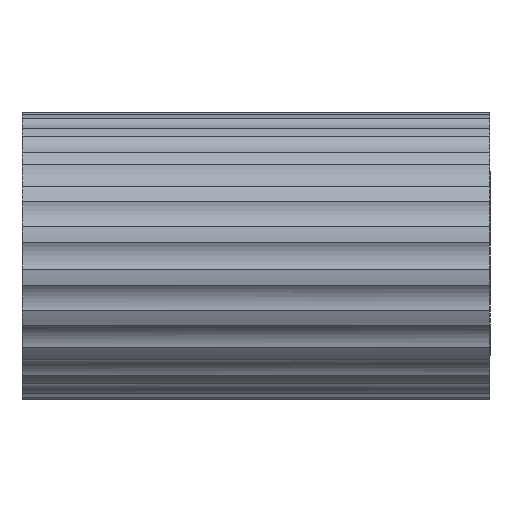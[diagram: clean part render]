
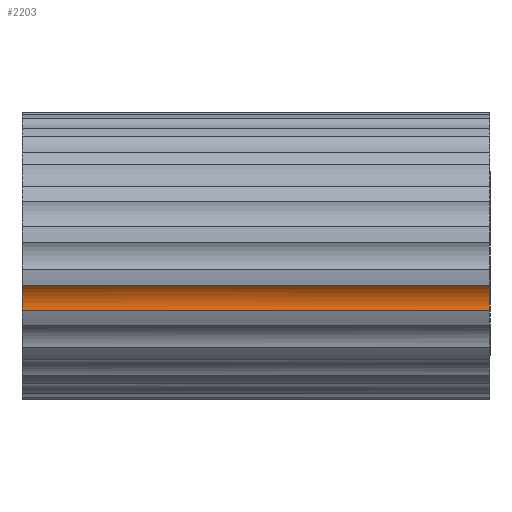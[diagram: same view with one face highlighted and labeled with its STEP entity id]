
A CAD part, left-side view. The second image highlights one B-rep face of the part: STEP entity #2203.
In plain terms, the highlighted cylindrical face has radius 3.013 mm (diameter 6.025 mm), a partial arc.
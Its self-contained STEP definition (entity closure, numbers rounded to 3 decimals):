
#15 = DIRECTION ( 'NONE',  ( 0.956, 0., 0.294 ) ) ;
#81 = AXIS2_PLACEMENT_3D ( 'NONE', #896, #12211, #8954 ) ;
#100 = ORIENTED_EDGE ( 'NONE', *, *, #7472, .T. ) ;
#143 = CARTESIAN_POINT ( 'NONE',  ( -42.99, 16., -4.186 ) ) ;
#510 = VECTOR ( 'NONE', #2304, 1000. ) ;
#841 = EDGE_CURVE ( 'NONE', #5382, #3075, #14471, .T. ) ;
#896 = CARTESIAN_POINT ( 'NONE',  ( -45.833, 16., -5.181 ) ) ;
#947 = ORIENTED_EDGE ( 'NONE', *, *, #841, .F. ) ;
#1893 = VERTEX_POINT ( 'NONE', #7491 ) ;
#2155 = CARTESIAN_POINT ( 'NONE',  ( -43.682, 16., -3.072 ) ) ;
#2203 = ADVANCED_FACE ( 'NONE', ( #4592 ), #9109, .F. ) ;
#2304 = DIRECTION ( 'NONE',  ( 0., -1., 0. ) ) ;
#2466 = DIRECTION ( 'NONE',  ( 0., 1., 0. ) ) ;
#2952 = AXIS2_PLACEMENT_3D ( 'NONE', #13623, #7999, #15 ) ;
#3055 = EDGE_CURVE ( 'NONE', #1893, #11825, #12025, .T. ) ;
#3057 = B_SPLINE_CURVE_WITH_KNOTS ( 'NONE', 3,
 ( #5813, #13657, #12403, #11452 ),
 .UNSPECIFIED., .F., .F.,
 ( 4, 4 ),
 ( 0., 1. ),
 .UNSPECIFIED. ) ;
#3075 = VERTEX_POINT ( 'NONE', #12613 ) ;
#3355 = ORIENTED_EDGE ( 'NONE', *, *, #3055, .T. ) ;
#3380 = EDGE_CURVE ( 'NONE', #11085, #9891, #11194, .T. ) ;
#4592 = FACE_OUTER_BOUND ( 'NONE', #11828, .T. ) ;
#4613 = CARTESIAN_POINT ( 'NONE',  ( -42.9, 16., -4.494 ) ) ;
#5038 = DIRECTION ( 'NONE',  ( 0.956, 0., 0.294 ) ) ;
#5382 = VERTEX_POINT ( 'NONE', #13254 ) ;
#5507 = CARTESIAN_POINT ( 'NONE',  ( -42.926, 16., -4.39 ) ) ;
#5524 = EDGE_CURVE ( 'NONE', #8735, #3075, #6954, .T. ) ;
#5582 = CARTESIAN_POINT ( 'NONE',  ( -42.942, 16., -4.339 ) ) ;
#5813 = CARTESIAN_POINT ( 'NONE',  ( -42.99, 16., -4.186 ) ) ;
#5865 = VECTOR ( 'NONE', #2466, 1000. ) ;
#6269 = EDGE_CURVE ( 'NONE', #11825, #8735, #12807, .T. ) ;
#6749 = LINE ( 'NONE', #13481, #5865 ) ;
#6874 = CARTESIAN_POINT ( 'NONE',  ( -42.868, -8.5, -5.716 ) ) ;
#6954 = LINE ( 'NONE', #6874, #510 ) ;
#7396 = DIRECTION ( 'NONE',  ( 0., 1., 0. ) ) ;
#7441 = ORIENTED_EDGE ( 'NONE', *, *, #5524, .T. ) ;
#7472 = EDGE_CURVE ( 'NONE', #9891, #1893, #3057, .T. ) ;
#7491 = CARTESIAN_POINT ( 'NONE',  ( -42.942, 16., -4.339 ) ) ;
#7724 = ORIENTED_EDGE ( 'NONE', *, *, #3380, .T. ) ;
#7999 = DIRECTION ( 'NONE',  ( 0., 1., 0. ) ) ;
#8735 = VERTEX_POINT ( 'NONE', #14099 ) ;
#8925 = CARTESIAN_POINT ( 'NONE',  ( -45.833, 16., -5.181 ) ) ;
#8954 = DIRECTION ( 'NONE',  ( 0.956, 0., 0.294 ) ) ;
#9109 = CYLINDRICAL_SURFACE ( 'NONE', #2952, 3.012 ) ;
#9342 = ORIENTED_EDGE ( 'NONE', *, *, #6269, .T. ) ;
#9725 = AXIS2_PLACEMENT_3D ( 'NONE', #8925, #13443, #9956 ) ;
#9891 = VERTEX_POINT ( 'NONE', #143 ) ;
#9956 = DIRECTION ( 'NONE',  ( 0.956, 0., 0.294 ) ) ;
#10686 = EDGE_CURVE ( 'NONE', #5382, #11085, #6749, .T. ) ;
#11085 = VERTEX_POINT ( 'NONE', #2155 ) ;
#11194 = CIRCLE ( 'NONE', #81, 3.012 ) ;
#11397 = AXIS2_PLACEMENT_3D ( 'NONE', #13994, #7396, #5038 ) ;
#11452 = CARTESIAN_POINT ( 'NONE',  ( -42.942, 16., -4.339 ) ) ;
#11825 = VERTEX_POINT ( 'NONE', #14234 ) ;
#11828 = EDGE_LOOP ( 'NONE', ( #14046, #7724, #100, #3355, #9342, #7441, #947 ) ) ;
#12025 = B_SPLINE_CURVE_WITH_KNOTS ( 'NONE', 3,
 ( #5582, #5507, #13642, #4613 ),
 .UNSPECIFIED., .F., .F.,
 ( 4, 4 ),
 ( 0., 1. ),
 .UNSPECIFIED. ) ;
#12211 = DIRECTION ( 'NONE',  ( 0., 1., 0. ) ) ;
#12403 = CARTESIAN_POINT ( 'NONE',  ( -42.956, 16., -4.287 ) ) ;
#12613 = CARTESIAN_POINT ( 'NONE',  ( -42.868, -33., -5.716 ) ) ;
#12807 = CIRCLE ( 'NONE', #9725, 3.012 ) ;
#13254 = CARTESIAN_POINT ( 'NONE',  ( -43.682, -33., -3.072 ) ) ;
#13443 = DIRECTION ( 'NONE',  ( 0., 1., 0. ) ) ;
#13481 = CARTESIAN_POINT ( 'NONE',  ( -43.682, -8.5, -3.072 ) ) ;
#13623 = CARTESIAN_POINT ( 'NONE',  ( -45.833, -33., -5.181 ) ) ;
#13642 = CARTESIAN_POINT ( 'NONE',  ( -42.912, 16., -4.442 ) ) ;
#13657 = CARTESIAN_POINT ( 'NONE',  ( -42.972, 16., -4.236 ) ) ;
#13994 = CARTESIAN_POINT ( 'NONE',  ( -45.833, -33., -5.181 ) ) ;
#14046 = ORIENTED_EDGE ( 'NONE', *, *, #10686, .T. ) ;
#14099 = CARTESIAN_POINT ( 'NONE',  ( -42.868, 16., -5.716 ) ) ;
#14234 = CARTESIAN_POINT ( 'NONE',  ( -42.9, 16., -4.494 ) ) ;
#14471 = CIRCLE ( 'NONE', #11397, 3.012 ) ;
